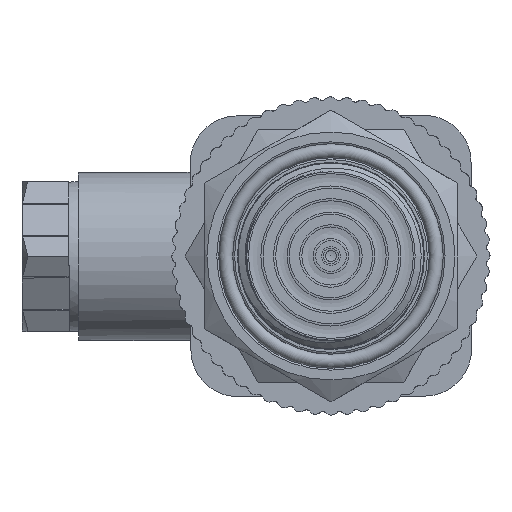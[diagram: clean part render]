
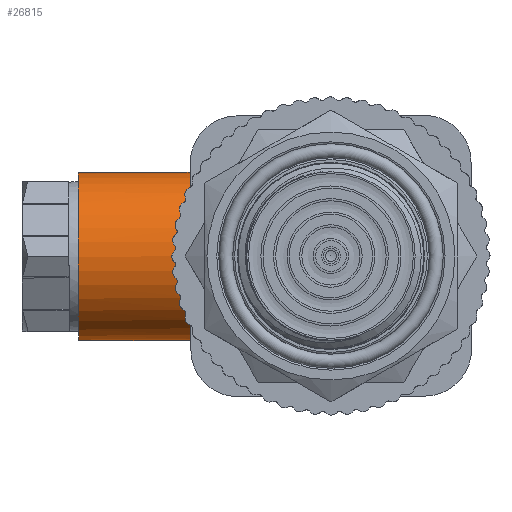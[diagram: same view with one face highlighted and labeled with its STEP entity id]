
A CAD part, left-side view. The second image highlights one B-rep face of the part: STEP entity #26815.
In plain terms, the highlighted cylindrical face has radius 9 mm (diameter 18 mm), a full revolution.
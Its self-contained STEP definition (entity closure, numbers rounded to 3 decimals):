
#2577=FACE_OUTER_BOUND('',#4125,.T.);
#4125=EDGE_LOOP('',(#21843,#21844,#21845,#21846,#21847,#21848,#21849));
#5079=CIRCLE('',#28003,9.);
#5080=CIRCLE('',#28004,9.);
#5105=CIRCLE('',#28085,9.);
#6609=B_SPLINE_CURVE_WITH_KNOTS('',3,(#61241,#61242,#61243,#61244,#61245,
#61246,#61247,#61248,#61249,#61250),.UNSPECIFIED.,.F.,.F.,(4,2,1,1,1,1,
4),(-0.002,0.,0.204,0.408,0.611,
0.815,1.019),.UNSPECIFIED.);
#6610=B_SPLINE_CURVE_WITH_KNOTS('',3,(#61319,#61320,#61321,#61322,#61323,
#61324,#61325,#61326,#61327,#61328,#61329,#61330),.UNSPECIFIED.,.F.,.F.,
(4,1,1,1,1,1,1,2,4),(0.,0.204,0.306,
0.408,0.509,0.611,0.815,
1.019,1.02),.UNSPECIFIED.);
#7665=LINE('',#61682,#9578);
#9578=VECTOR('',#30771,9.);
#11842=VERTEX_POINT('',#58682);
#12106=VERTEX_POINT('',#61239);
#12107=VERTEX_POINT('',#61252);
#12109=VERTEX_POINT('',#61256);
#12200=VERTEX_POINT('',#61680);
#15481=EDGE_CURVE('',#11842,#12106,#6609,.T.);
#15484=EDGE_CURVE('',#12106,#12109,#5079,.T.);
#15485=EDGE_CURVE('',#12109,#12107,#5080,.T.);
#15486=EDGE_CURVE('',#12107,#11842,#6610,.T.);
#15631=EDGE_CURVE('',#12200,#12200,#5105,.T.);
#15632=EDGE_CURVE('',#12200,#12109,#7665,.T.);
#21843=ORIENTED_EDGE('',*,*,#15631,.F.);
#21844=ORIENTED_EDGE('',*,*,#15632,.T.);
#21845=ORIENTED_EDGE('',*,*,#15484,.F.);
#21846=ORIENTED_EDGE('',*,*,#15481,.F.);
#21847=ORIENTED_EDGE('',*,*,#15486,.F.);
#21848=ORIENTED_EDGE('',*,*,#15485,.F.);
#21849=ORIENTED_EDGE('',*,*,#15632,.F.);
#25937=CYLINDRICAL_SURFACE('',#28084,9.);
#26815=ADVANCED_FACE('',(#2577),#25937,.T.);
#28003=AXIS2_PLACEMENT_3D('',#61257,#30510,#30511);
#28004=AXIS2_PLACEMENT_3D('',#61258,#30512,#30513);
#28084=AXIS2_PLACEMENT_3D('',#61679,#30767,#30768);
#28085=AXIS2_PLACEMENT_3D('',#61681,#30769,#30770);
#30510=DIRECTION('center_axis',(0.,0.,-1.));
#30511=DIRECTION('ref_axis',(1.,0.,0.));
#30512=DIRECTION('center_axis',(0.,0.,-1.));
#30513=DIRECTION('ref_axis',(1.,0.,0.));
#30767=DIRECTION('center_axis',(0.,0.,1.));
#30768=DIRECTION('ref_axis',(-1.,0.,0.));
#30769=DIRECTION('center_axis',(0.,0.,1.));
#30770=DIRECTION('ref_axis',(-1.,0.,0.));
#30771=DIRECTION('',(0.,0.,-1.));
#58682=CARTESIAN_POINT('',(-28.,0.,10.5));
#61239=CARTESIAN_POINT('',(-24.4,7.2,14.5));
#61241=CARTESIAN_POINT('Ctrl Pts',(-28.,0.,10.5));
#61242=CARTESIAN_POINT('Ctrl Pts',(-28.,0.004,10.503));
#61243=CARTESIAN_POINT('Ctrl Pts',(-28.,0.008,
10.505));
#61244=CARTESIAN_POINT('Ctrl Pts',(-27.999,0.528,
10.871));
#61245=CARTESIAN_POINT('Ctrl Pts',(-27.909,1.565,11.599));
#61246=CARTESIAN_POINT('Ctrl Pts',(-27.501,3.098,12.639));
#61247=CARTESIAN_POINT('Ctrl Pts',(-26.801,4.592,13.566));
#61248=CARTESIAN_POINT('Ctrl Pts',(-25.787,6.,14.28));
#61249=CARTESIAN_POINT('Ctrl Pts',(-24.889,6.833,14.5));
#61250=CARTESIAN_POINT('Ctrl Pts',(-24.4,7.2,14.5));
#61252=CARTESIAN_POINT('',(-24.4,-7.2,14.5));
#61256=CARTESIAN_POINT('',(-10.,0.,14.5));
#61257=CARTESIAN_POINT('Origin',(-19.,0.,14.5));
#61258=CARTESIAN_POINT('Origin',(-19.,0.,14.5));
#61319=CARTESIAN_POINT('Ctrl Pts',(-24.4,-7.2,14.5));
#61320=CARTESIAN_POINT('Ctrl Pts',(-24.889,-6.833,
14.5));
#61321=CARTESIAN_POINT('Ctrl Pts',(-25.563,-6.207,
14.335));
#61322=CARTESIAN_POINT('Ctrl Pts',(-26.294,-5.296,
13.923));
#61323=CARTESIAN_POINT('Ctrl Pts',(-26.763,-4.579,
13.539));
#61324=CARTESIAN_POINT('Ctrl Pts',(-27.15,-3.846,
13.104));
#61325=CARTESIAN_POINT('Ctrl Pts',(-27.569,-2.842,
12.466));
#61326=CARTESIAN_POINT('Ctrl Pts',(-27.909,-1.565,
11.6));
#61327=CARTESIAN_POINT('Ctrl Pts',(-27.999,-0.528,
10.871));
#61328=CARTESIAN_POINT('Ctrl Pts',(-28.,-0.008,
10.505));
#61329=CARTESIAN_POINT('Ctrl Pts',(-28.,-0.004,10.503));
#61330=CARTESIAN_POINT('Ctrl Pts',(-28.,0.,10.5));
#61679=CARTESIAN_POINT('Origin',(-19.,0.,13.5));
#61680=CARTESIAN_POINT('',(-10.,0.,27.));
#61681=CARTESIAN_POINT('Origin',(-19.,0.,27.));
#61682=CARTESIAN_POINT('',(-10.,0.,13.5));
